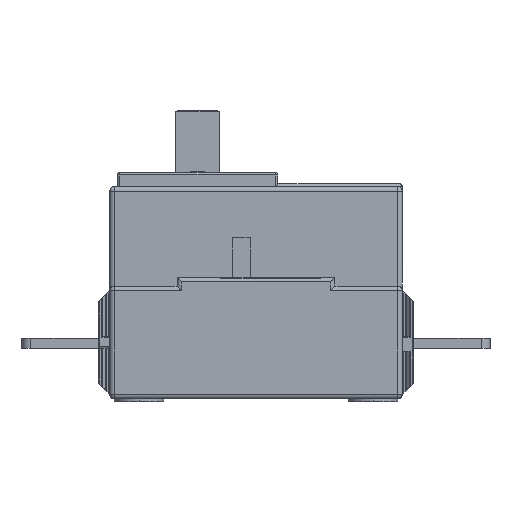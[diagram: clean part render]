
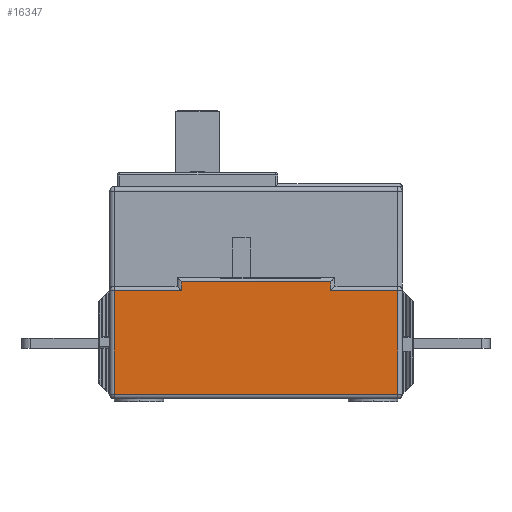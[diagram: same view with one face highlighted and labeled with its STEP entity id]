
A CAD part, left-side view. The second image highlights one B-rep face of the part: STEP entity #16347.
In plain terms, the highlighted planar face has unit normal (-1, 0, 0).
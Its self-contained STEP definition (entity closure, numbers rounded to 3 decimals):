
#1870=DIRECTION('',(0.,-1.,0.));
#1871=VECTOR('',#1870,23.);
#1872=CARTESIAN_POINT('',(-128.514,167.862,19.7));
#1873=LINE('',#1872,#1871);
#1915=DIRECTION('',(0.,0.,-1.));
#1916=VECTOR('',#1915,35.5);
#1917=CARTESIAN_POINT('',(-128.514,144.862,19.7));
#1918=LINE('',#1917,#1916);
#2704=DIRECTION('',(0.,0.,1.));
#2705=VECTOR('',#2704,3.);
#2706=CARTESIAN_POINT('',(-128.514,218.862,19.7));
#2707=LINE('',#2706,#2705);
#2737=DIRECTION('',(0.,-1.,0.));
#2738=VECTOR('',#2737,51.);
#2739=CARTESIAN_POINT('',(-128.514,218.862,22.7));
#2740=LINE('',#2739,#2738);
#3032=DIRECTION('',(0.,0.,-1.));
#3033=VECTOR('',#3032,3.);
#3034=CARTESIAN_POINT('',(-128.514,167.862,22.7));
#3035=LINE('',#3034,#3033);
#3077=DIRECTION('',(0.,0.,1.));
#3078=VECTOR('',#3077,35.5);
#3079=CARTESIAN_POINT('',(-128.514,241.862,-15.8));
#3080=LINE('',#3079,#3078);
#3548=DIRECTION('',(0.,-1.,0.));
#3549=VECTOR('',#3548,23.);
#3550=CARTESIAN_POINT('',(-128.514,241.862,19.7));
#3551=LINE('',#3550,#3549);
#3600=DIRECTION('',(0.,1.,0.));
#3601=VECTOR('',#3600,97.);
#3602=CARTESIAN_POINT('',(-128.514,144.862,-15.8));
#3603=LINE('',#3602,#3601);
#13391=CARTESIAN_POINT('',(-128.514,241.862,-15.8));
#13392=VERTEX_POINT('',#13391);
#13393=CARTESIAN_POINT('',(-128.514,241.862,19.7));
#13394=VERTEX_POINT('',#13393);
#13395=CARTESIAN_POINT('',(-128.514,144.862,19.7));
#13396=VERTEX_POINT('',#13395);
#13397=CARTESIAN_POINT('',(-128.514,144.862,-15.8));
#13398=VERTEX_POINT('',#13397);
#13419=CARTESIAN_POINT('',(-128.514,167.862,19.7));
#13420=VERTEX_POINT('',#13419);
#13421=CARTESIAN_POINT('',(-128.514,167.862,22.7));
#13422=VERTEX_POINT('',#13421);
#13423=CARTESIAN_POINT('',(-128.514,218.862,22.7));
#13424=VERTEX_POINT('',#13423);
#13425=CARTESIAN_POINT('',(-128.514,218.862,19.7));
#13426=VERTEX_POINT('',#13425);
#16329=CARTESIAN_POINT('',(-128.514,153.362,3.));
#16330=DIRECTION('',(1.,0.,0.));
#16331=DIRECTION('',(0.,0.,-1.));
#16332=AXIS2_PLACEMENT_3D('',#16329,#16330,#16331);
#16333=PLANE('',#16332);
#16335=ORIENTED_EDGE('',*,*,#16334,.T.);
#16337=ORIENTED_EDGE('',*,*,#16336,.T.);
#16338=ORIENTED_EDGE('',*,*,#16015,.T.);
#16339=ORIENTED_EDGE('',*,*,#16036,.T.);
#16340=ORIENTED_EDGE('',*,*,#16321,.T.);
#16341=ORIENTED_EDGE('',*,*,#15412,.T.);
#16342=ORIENTED_EDGE('',*,*,#15440,.T.);
#16344=ORIENTED_EDGE('',*,*,#16343,.T.);
#16345=EDGE_LOOP('',(#16335,#16337,#16338,#16339,#16340,#16341,#16342,#16344));
#16346=FACE_OUTER_BOUND('',#16345,.F.);
#15412=EDGE_CURVE('',#13420,#13396,#1873,.T.);
#15440=EDGE_CURVE('',#13396,#13398,#1918,.T.);
#16015=EDGE_CURVE('',#13426,#13424,#2707,.T.);
#16036=EDGE_CURVE('',#13424,#13422,#2740,.T.);
#16321=EDGE_CURVE('',#13422,#13420,#3035,.T.);
#16334=EDGE_CURVE('',#13392,#13394,#3080,.T.);
#16336=EDGE_CURVE('',#13394,#13426,#3551,.T.);
#16343=EDGE_CURVE('',#13398,#13392,#3603,.T.);
#16347=ADVANCED_FACE('',(#16346),#16333,.F.);
